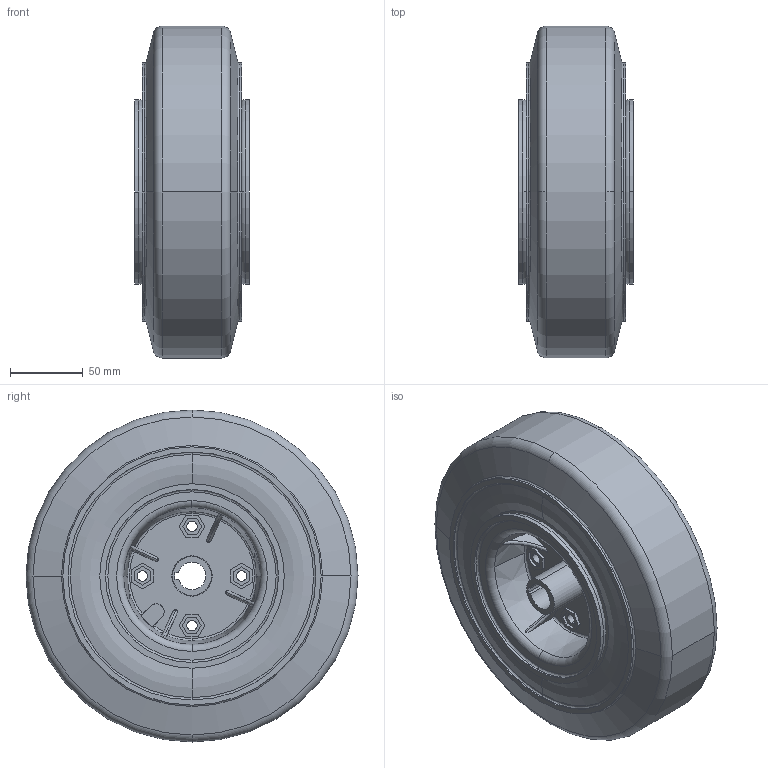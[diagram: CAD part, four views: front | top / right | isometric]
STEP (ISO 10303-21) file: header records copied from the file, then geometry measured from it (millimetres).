
FILE_DESCRIPTION((''),'2;1');
FILE_NAME('skywaywheel.stp','2002-01-25T22:01:58',('Administrator'),(''),'Autodesk Inventor (tm) 3.0','Autodesk Inventor (tm) 3.0','');
FILE_SCHEMA(('CONFIG_CONTROL_DESIGN'));
Length unit declared in the file: inch
Products named in the file (5): skywaywheel; skywayhub-1; skywayhub-2; skywayhub-3; skywaytire9x2
Assembly tree (4 placements, depth 2):
  skywaywheel
    skywayhub-1
    skywayhub-2
    skywayhub-3
    skywaytire9x2
Bounding box: 78.74 x 228.6 x 228.6 mm (x, y, z)
Volume: 2229693.6 mm3; surface area: 235990.5 mm2
Topology: 4 solids, 4 shells, 262 faces, 697 edges, 466 vertices
Faces by surface type: plane 113, cylinder 53, bspline 49, torus 33, cone 12, sphere 2
Entity records: 10847 total; most frequent: CARTESIAN_POINT 3585, DIRECTION 1446, ORIENTED_EDGE 1388, EDGE_CURVE 694, AXIS2_PLACEMENT_3D 584, VERTEX_POINT 466, CIRCLE 362, EDGE_LOOP 314
